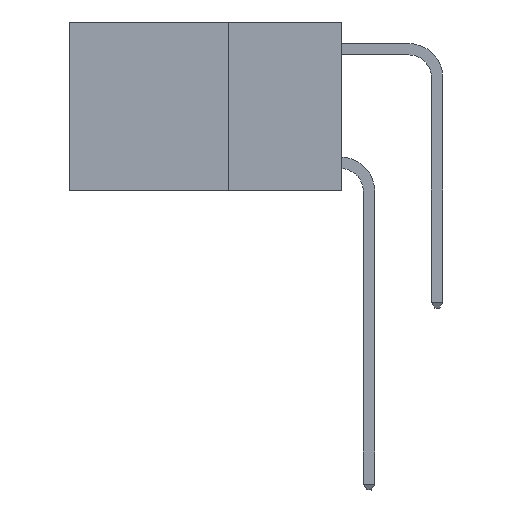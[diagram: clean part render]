
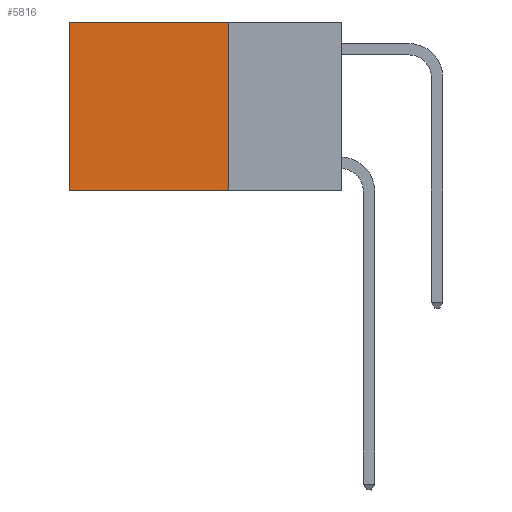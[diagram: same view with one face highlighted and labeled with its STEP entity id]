
A CAD part, left-side view. The second image highlights one B-rep face of the part: STEP entity #5816.
In plain terms, the highlighted planar face has unit normal (-1, 0, 0).
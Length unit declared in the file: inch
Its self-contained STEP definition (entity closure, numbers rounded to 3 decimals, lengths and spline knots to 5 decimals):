
#1521 = CARTESIAN_POINT ( 'NONE',  ( 0.2625, 0.6, 0. ) ) ;
#2742 = DIRECTION ( 'NONE',  ( 0., 1., 0. ) ) ;
#3132 = DIRECTION ( 'NONE',  ( 0., 0., -1. ) ) ;
#3175 = ORIENTED_EDGE ( 'NONE', *, *, #16865, .T. ) ;
#3208 = VERTEX_POINT ( 'NONE', #18256 ) ;
#4597 = CARTESIAN_POINT ( 'NONE',  ( 0.2625, 0.25, 0. ) ) ;
#5163 = VECTOR ( 'NONE', #2742, 39.37008 ) ;
#5816 = ADVANCED_FACE ( 'NONE', ( #16789 ), #16303, .F. ) ;
#5911 = LINE ( 'NONE', #12422, #13698 ) ;
#6141 = ORIENTED_EDGE ( 'NONE', *, *, #7501, .F. ) ;
#6817 = LINE ( 'NONE', #1521, #14543 ) ;
#7097 = CARTESIAN_POINT ( 'NONE',  ( 0.2625, 0.6, 0. ) ) ;
#7104 = VECTOR ( 'NONE', #16916, 39.37008 ) ;
#7111 = DIRECTION ( 'NONE',  ( 1., 0., 0. ) ) ;
#7501 = EDGE_CURVE ( 'NONE', #3208, #15600, #5911, .T. ) ;
#8387 = VERTEX_POINT ( 'NONE', #7097 ) ;
#9361 = CARTESIAN_POINT ( 'NONE',  ( 0.2625, 0.25, -0.37 ) ) ;
#9684 = EDGE_CURVE ( 'NONE', #3208, #8387, #15282, .T. ) ;
#10181 = CARTESIAN_POINT ( 'NONE',  ( 0.2625, 0.6, -0.37 ) ) ;
#11274 = EDGE_LOOP ( 'NONE', ( #3175, #11827, #6141, #19118 ) ) ;
#11827 = ORIENTED_EDGE ( 'NONE', *, *, #15425, .F. ) ;
#11867 = VERTEX_POINT ( 'NONE', #10181 ) ;
#12141 = CARTESIAN_POINT ( 'NONE',  ( 0.2625, 0.25, -0.37 ) ) ;
#12422 = CARTESIAN_POINT ( 'NONE',  ( 0.2625, 0.25, 0. ) ) ;
#13698 = VECTOR ( 'NONE', #13988, 39.37008 ) ;
#13988 = DIRECTION ( 'NONE',  ( 0., 0., -1. ) ) ;
#14543 = VECTOR ( 'NONE', #3132, 39.37008 ) ;
#15282 = LINE ( 'NONE', #4597, #7104 ) ;
#15425 = EDGE_CURVE ( 'NONE', #15600, #11867, #16934, .T. ) ;
#15600 = VERTEX_POINT ( 'NONE', #9361 ) ;
#16303 = PLANE ( 'NONE',  #18265 ) ;
#16789 = FACE_OUTER_BOUND ( 'NONE', #11274, .T. ) ;
#16865 = EDGE_CURVE ( 'NONE', #8387, #11867, #6817, .T. ) ;
#16916 = DIRECTION ( 'NONE',  ( 0., 1., 0. ) ) ;
#16934 = LINE ( 'NONE', #12141, #5163 ) ;
#17830 = DIRECTION ( 'NONE',  ( 0., 0., -1. ) ) ;
#18256 = CARTESIAN_POINT ( 'NONE',  ( 0.2625, 0.25, 0. ) ) ;
#18265 = AXIS2_PLACEMENT_3D ( 'NONE', #19233, #7111, #17830 ) ;
#19118 = ORIENTED_EDGE ( 'NONE', *, *, #9684, .T. ) ;
#19233 = CARTESIAN_POINT ( 'NONE',  ( 0.2625, 0.25, 0. ) ) ;
